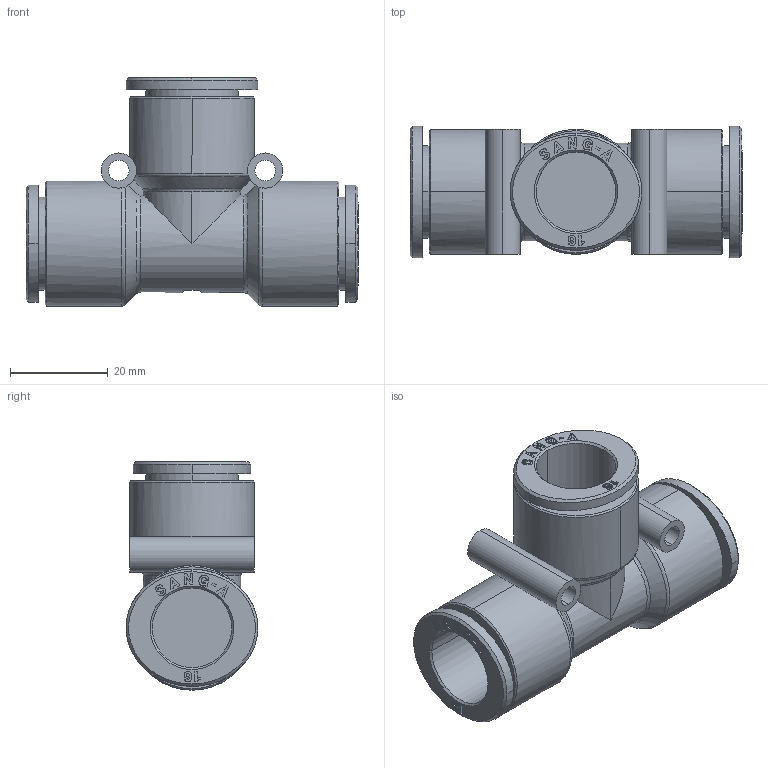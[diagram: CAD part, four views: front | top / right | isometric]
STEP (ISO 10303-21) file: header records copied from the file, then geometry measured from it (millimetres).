
FILE_DESCRIPTION (( 'STEP AP214' ), '1' );
FILE_NAME ('PUT16.stp', '2015-09-03T09:52:54', ( '' ), ( '' ), 'SwSTEP 2.0', 'SolidWorks 2015', '' );
FILE_SCHEMA (( 'AUTOMOTIVE_DESIGN' ));
Length unit declared in the file: millimetre
Products named in the file (2): ｦ+ﾃｦ1; PUT16
Assembly tree (1 placements, depth 2):
  PUT16
    ｦ+ﾃｦ1
Bounding box: 68 x 27 x 46.8 mm (x, y, z)
Volume: 26768.3 mm3; surface area: 15059.2 mm2
Topology: 1 solids, 1 shells, 730 faces, 2052 edges, 1367 vertices
Faces by surface type: plane 557, bspline 94, cylinder 57, cone 18, torus 4
Entity records: 27222 total; most frequent: CARTESIAN_POINT 8579, ORIENTED_EDGE 4104, DIRECTION 3223, EDGE_CURVE 2052, LINE 1645, VECTOR 1645, VERTEX_POINT 1367, AXIS2_PLACEMENT_3D 789
